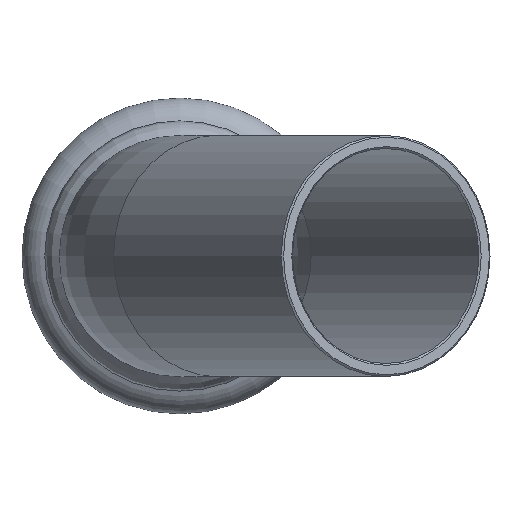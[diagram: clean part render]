
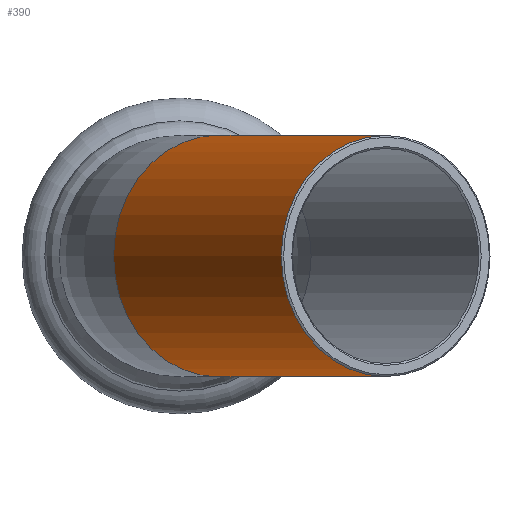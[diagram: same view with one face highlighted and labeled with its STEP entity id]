
A CAD part, left-side view. The second image highlights one B-rep face of the part: STEP entity #390.
In plain terms, the highlighted cylindrical face has radius 14 mm (diameter 28 mm), a full revolution.
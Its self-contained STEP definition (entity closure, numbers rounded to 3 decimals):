
#25=LINE('',#718,#36);
#36=VECTOR('',#575,14.);
#45=CYLINDRICAL_SURFACE('',#456,14.);
#58=FACE_OUTER_BOUND('',#78,.T.);
#78=EDGE_LOOP('',(#298,#299,#300,#301,#302,#303));
#114=CIRCLE('',#454,14.);
#115=CIRCLE('',#455,14.);
#116=CIRCLE('',#457,14.);
#117=CIRCLE('',#458,14.);
#164=VERTEX_POINT('',#708);
#165=VERTEX_POINT('',#709);
#166=VERTEX_POINT('',#714);
#167=VERTEX_POINT('',#715);
#215=EDGE_CURVE('',#164,#165,#114,.T.);
#216=EDGE_CURVE('',#165,#164,#115,.T.);
#218=EDGE_CURVE('',#166,#167,#116,.T.);
#219=EDGE_CURVE('',#167,#166,#117,.T.);
#220=EDGE_CURVE('',#167,#165,#25,.T.);
#298=ORIENTED_EDGE('',*,*,#218,.F.);
#299=ORIENTED_EDGE('',*,*,#219,.F.);
#300=ORIENTED_EDGE('',*,*,#220,.T.);
#301=ORIENTED_EDGE('',*,*,#215,.F.);
#302=ORIENTED_EDGE('',*,*,#216,.F.);
#303=ORIENTED_EDGE('',*,*,#220,.F.);
#390=ADVANCED_FACE('',(#58),#45,.T.);
#454=AXIS2_PLACEMENT_3D('',#710,#564,#565);
#455=AXIS2_PLACEMENT_3D('',#711,#566,#567);
#456=AXIS2_PLACEMENT_3D('',#713,#569,#570);
#457=AXIS2_PLACEMENT_3D('',#716,#571,#572);
#458=AXIS2_PLACEMENT_3D('',#717,#573,#574);
#564=DIRECTION('center_axis',(-0.866,-0.5,0.));
#565=DIRECTION('ref_axis',(0.5,-0.866,0.));
#566=DIRECTION('center_axis',(-0.866,-0.5,0.));
#567=DIRECTION('ref_axis',(0.5,-0.866,0.));
#569=DIRECTION('center_axis',(0.866,0.5,0.));
#570=DIRECTION('ref_axis',(-0.5,0.866,0.));
#571=DIRECTION('center_axis',(0.866,0.5,0.));
#572=DIRECTION('ref_axis',(0.,0.,-1.));
#573=DIRECTION('center_axis',(0.866,0.5,0.));
#574=DIRECTION('ref_axis',(0.,0.,-1.));
#575=DIRECTION('',(-0.866,-0.5,0.));
#708=CARTESIAN_POINT('',(-89.396,-11.776,0.));
#709=CARTESIAN_POINT('',(-75.396,-36.024,0.));
#710=CARTESIAN_POINT('Origin',(-82.396,-23.9,0.));
#711=CARTESIAN_POINT('Origin',(-82.396,-23.9,0.));
#713=CARTESIAN_POINT('Origin',(-65.613,-14.211,0.));
#714=CARTESIAN_POINT('',(-48.658,-4.421,-14.));
#715=CARTESIAN_POINT('',(-41.658,-16.546,0.));
#716=CARTESIAN_POINT('Origin',(-48.658,-4.421,0.));
#717=CARTESIAN_POINT('Origin',(-48.658,-4.421,0.));
#718=CARTESIAN_POINT('',(-58.613,-26.335,0.));
